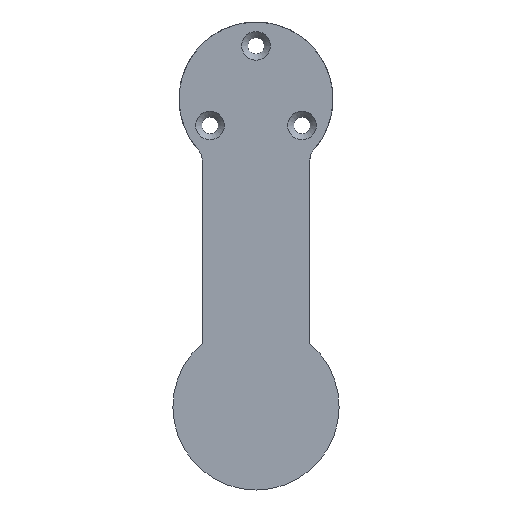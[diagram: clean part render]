
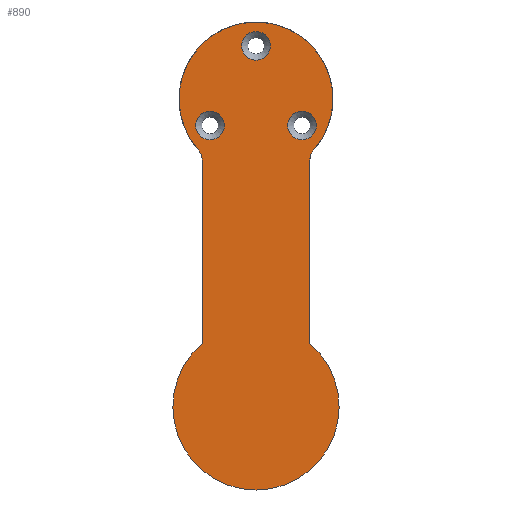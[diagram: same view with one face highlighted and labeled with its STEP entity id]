
A CAD part, front view. The second image highlights one B-rep face of the part: STEP entity #890.
In plain terms, the highlighted planar face has unit normal (0, -1, 0).
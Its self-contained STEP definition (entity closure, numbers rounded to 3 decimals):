
#36=FACE_BOUND('',#182,.T.);
#37=FACE_BOUND('',#183,.T.);
#38=FACE_BOUND('',#184,.T.);
#71=PLANE('',#994);
#115=FACE_OUTER_BOUND('',#181,.T.);
#181=EDGE_LOOP('',(#776,#777,#778,#779,#780,#781));
#182=EDGE_LOOP('',(#782));
#183=EDGE_LOOP('',(#783));
#184=EDGE_LOOP('',(#784));
#251=LINE('',#1472,#311);
#257=LINE('',#1491,#317);
#311=VECTOR('',#1181,59.596);
#317=VECTOR('',#1201,59.596);
#354=CIRCLE('',#957,5.);
#363=CIRCLE('',#970,25.);
#368=CIRCLE('',#983,5.);
#372=CIRCLE('',#993,4.65);
#373=CIRCLE('',#995,27.);
#374=CIRCLE('',#996,4.65);
#375=CIRCLE('',#997,4.65);
#437=VERTEX_POINT('',#1444);
#438=VERTEX_POINT('',#1446);
#445=VERTEX_POINT('',#1469);
#446=VERTEX_POINT('',#1471);
#450=VERTEX_POINT('',#1482);
#452=VERTEX_POINT('',#1490);
#460=VERTEX_POINT('',#1530);
#461=VERTEX_POINT('',#1534);
#462=VERTEX_POINT('',#1536);
#533=EDGE_CURVE('',#437,#438,#354,.T.);
#547=EDGE_CURVE('',#445,#446,#251,.T.);
#554=EDGE_CURVE('',#437,#450,#363,.T.);
#557=EDGE_CURVE('',#438,#452,#257,.T.);
#567=EDGE_CURVE('',#446,#450,#368,.T.);
#577=EDGE_CURVE('',#460,#460,#372,.T.);
#578=EDGE_CURVE('',#445,#452,#373,.T.);
#579=EDGE_CURVE('',#461,#461,#374,.T.);
#580=EDGE_CURVE('',#462,#462,#375,.T.);
#776=ORIENTED_EDGE('',*,*,#533,.F.);
#777=ORIENTED_EDGE('',*,*,#554,.T.);
#778=ORIENTED_EDGE('',*,*,#567,.F.);
#779=ORIENTED_EDGE('',*,*,#547,.F.);
#780=ORIENTED_EDGE('',*,*,#578,.T.);
#781=ORIENTED_EDGE('',*,*,#557,.F.);
#782=ORIENTED_EDGE('',*,*,#579,.F.);
#783=ORIENTED_EDGE('',*,*,#580,.F.);
#784=ORIENTED_EDGE('',*,*,#577,.F.);
#890=ADVANCED_FACE('',(#115,#36,#37,#38),#71,.T.);
#957=AXIS2_PLACEMENT_3D('',#1447,#1154,#1155);
#970=AXIS2_PLACEMENT_3D('',#1484,#1192,#1193);
#983=AXIS2_PLACEMENT_3D('',#1510,#1226,#1227);
#993=AXIS2_PLACEMENT_3D('',#1531,#1252,#1253);
#994=AXIS2_PLACEMENT_3D('',#1532,#1254,#1255);
#995=AXIS2_PLACEMENT_3D('',#1533,#1256,#1257);
#996=AXIS2_PLACEMENT_3D('',#1535,#1258,#1259);
#997=AXIS2_PLACEMENT_3D('',#1537,#1260,#1261);
#1154=DIRECTION('center_axis',(0.,-1.,0.));
#1155=DIRECTION('ref_axis',(-0.935,0.,0.354));
#1181=DIRECTION('',(0.,0.,1.));
#1192=DIRECTION('center_axis',(0.,-1.,0.));
#1193=DIRECTION('ref_axis',(1.,0.,0.));
#1201=DIRECTION('',(0.,0.,-1.));
#1226=DIRECTION('center_axis',(0.,-1.,0.));
#1227=DIRECTION('ref_axis',(0.935,0.,0.354));
#1252=DIRECTION('center_axis',(0.,-1.,0.));
#1253=DIRECTION('ref_axis',(-1.,0.,0.));
#1254=DIRECTION('center_axis',(0.,-1.,0.));
#1255=DIRECTION('ref_axis',(0.,0.,-1.));
#1256=DIRECTION('center_axis',(0.,-1.,0.));
#1257=DIRECTION('ref_axis',(1.,0.,0.));
#1258=DIRECTION('center_axis',(0.,-1.,0.));
#1259=DIRECTION('ref_axis',(-1.,0.,0.));
#1260=DIRECTION('center_axis',(0.,-1.,0.));
#1261=DIRECTION('ref_axis',(-1.,0.,0.));
#1444=CARTESIAN_POINT('',(18.75,0.,-16.536));
#1446=CARTESIAN_POINT('',(17.5,0.,-19.843));
#1447=CARTESIAN_POINT('Origin',(22.5,0.,-19.843));
#1469=CARTESIAN_POINT('',(-17.5,0.,-79.439));
#1471=CARTESIAN_POINT('',(-17.5,0.,-19.843));
#1472=CARTESIAN_POINT('',(-17.5,0.,-100.));
#1482=CARTESIAN_POINT('',(-18.75,0.,-16.536));
#1484=CARTESIAN_POINT('Origin',(0.,0.,0.));
#1490=CARTESIAN_POINT('',(17.5,0.,-79.439));
#1491=CARTESIAN_POINT('',(17.5,0.,-75.));
#1510=CARTESIAN_POINT('Origin',(-22.5,0.,-19.843));
#1530=CARTESIAN_POINT('',(-10.289,0.,-8.625));
#1531=CARTESIAN_POINT('Origin',(-14.939,0.,-8.625));
#1532=CARTESIAN_POINT('Origin',(0.,0.,-87.5));
#1533=CARTESIAN_POINT('Origin',(0.,0.,-100.));
#1534=CARTESIAN_POINT('',(19.589,0.,-8.625));
#1535=CARTESIAN_POINT('Origin',(14.939,0.,-8.625));
#1536=CARTESIAN_POINT('',(4.65,0.,17.25));
#1537=CARTESIAN_POINT('Origin',(0.,0.,17.25));
